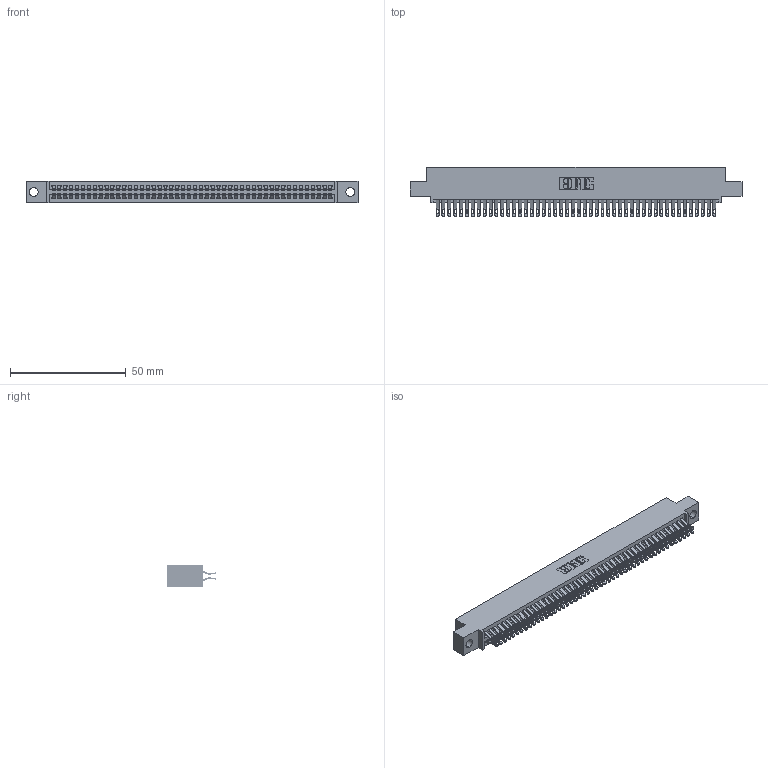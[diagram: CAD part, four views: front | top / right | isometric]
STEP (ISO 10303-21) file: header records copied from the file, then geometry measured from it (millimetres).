
FILE_DESCRIPTION (( 'STEP AP203' ), '1' );
FILE_NAME ('395-096-555-504.STEP', '2018-11-29T16:38:59', ( '' ), ( '' ), 'SwSTEP 2.0', 'SolidWorks 2016', '' );
FILE_SCHEMA (( 'CONFIG_CONTROL_DESIGN' ));
Length unit declared in the file: inch
Products named in the file (3): 345-292-001_555 Tail; 345 Part_0.110 Offset - 0.156 Dia-TH; 395-096-555-504
Assembly tree (97 placements, depth 2):
  395-096-555-504
    345 Part_0.110 Offset - 0.156 Dia-TH
    345-292-001_555 Tail  x96
Bounding box: 143.13 x 21.13 x 9.4 mm (x, y, z)
Volume: 14076.6 mm3; surface area: 21800.3 mm2
Topology: 97 solids, 97 shells, 5506 faces, 17345 edges, 11562 vertices
Faces by surface type: plane 3060, cylinder 2446
Entity records: 37315 total; most frequent: CARTESIAN_POINT 6286, ORIENTED_EDGE 6190, DIRECTION 5503, EDGE_CURVE 3095, LINE 2751, VECTOR 2751, VERTEX_POINT 2062, AXIS2_PLACEMENT_3D 1376
